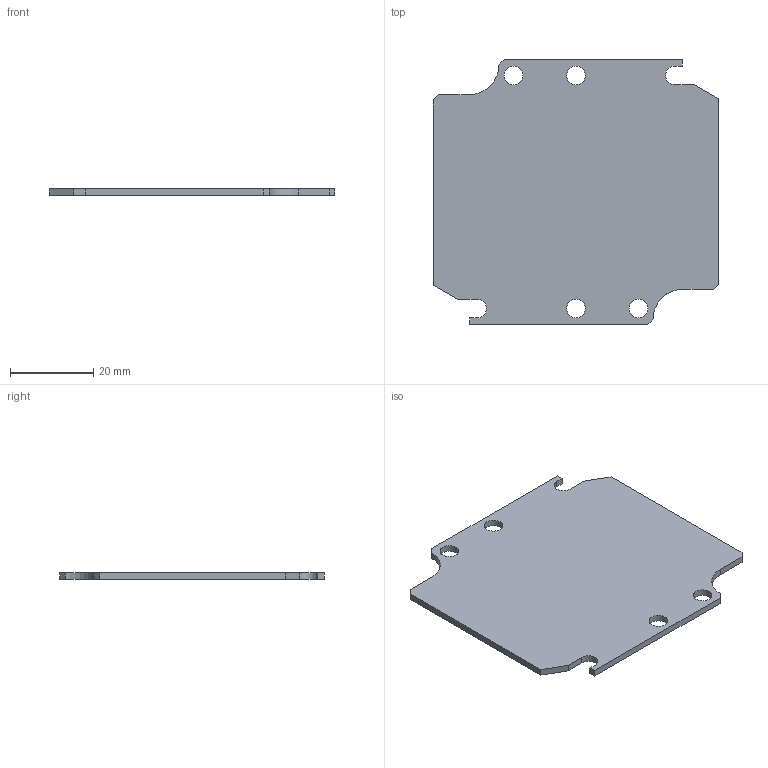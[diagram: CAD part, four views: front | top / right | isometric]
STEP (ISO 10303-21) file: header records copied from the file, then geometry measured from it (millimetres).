
FILE_DESCRIPTION (( 'STEP AP203' ), '1' );
FILE_NAME ('1590Z100PL.step', '2020-11-14T20:05:04', ( 'ADC123' ), ( 'Microsoft' ), 'SwSTEP 2.0', 'SolidWorks 2019', '' );
FILE_SCHEMA (( 'CONFIG_CONTROL_DESIGN' ));
Length unit declared in the file: inch
Products named in the file (1): 1590Z100PL
Bounding box: 68.58 x 63.5 x 1.61 mm (x, y, z)
Volume: 6272.7 mm3; surface area: 8292.5 mm2
Topology: 1 solids, 1 shells, 28 faces, 78 edges, 52 vertices
Faces by surface type: plane 20, cylinder 8
Full cylindrical faces by diameter (mm): 4.496 x4
Entity records: 973 total; most frequent: CARTESIAN_POINT 155, ORIENTED_EDGE 148, DIRECTION 148, EDGE_CURVE 74, VECTOR 58, LINE 58, VERTEX_POINT 52, AXIS2_PLACEMENT_3D 45
